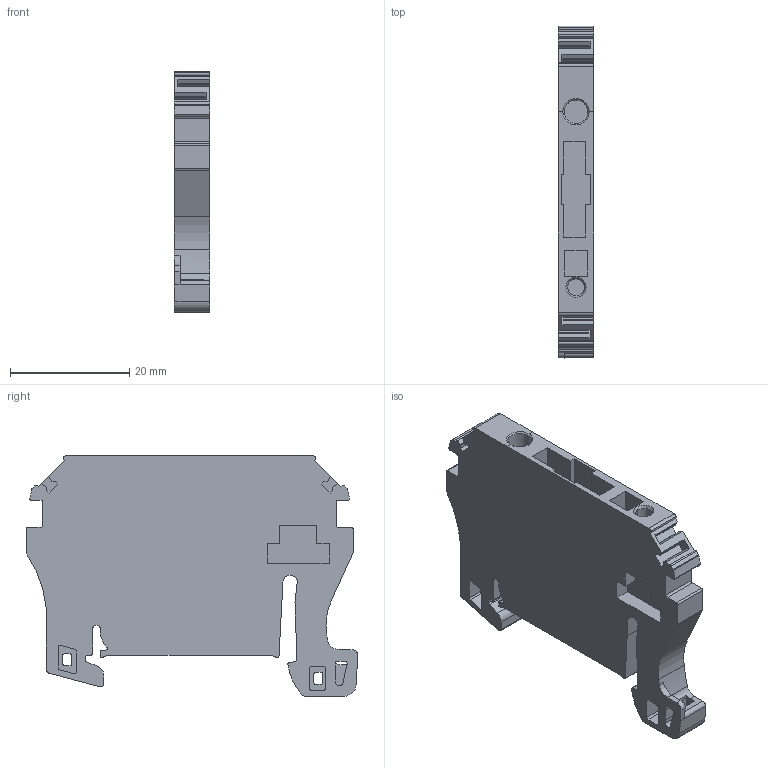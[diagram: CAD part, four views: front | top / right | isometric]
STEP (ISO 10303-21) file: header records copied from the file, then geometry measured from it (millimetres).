
FILE_DESCRIPTION(('CATIA V5 STEP Exchange','CAx-IF Rec.Pracs.--- Model Styling and Organization---1.4--- 2014-01-23'),'2;1');
FILE_NAME ('D1450117_0', '2020-02-24T10:51:21+00:00', ('none'), ('Weidmueller'), 'CATIA Version 5-6 Release 2016 SP3 HF44', 'CATIA V5 STEP AP214', 'none');
FILE_SCHEMA(('AUTOMOTIVE_DESIGN { 1 0 10303 214 1 1 1 1 }'));
Length unit declared in the file: millimetre
Products named in the file (1): 1238040000_ZEW_35_GR
Bounding box: 6 x 55.61 x 40.35 mm (x, y, z)
Volume: 8809.4 mm3; surface area: 6199.2 mm2
Topology: 1 solids, 2 shells, 247 faces, 717 edges, 482 vertices
Faces by surface type: plane 160, cylinder 83, cone 4
Entity records: 7763 total; most frequent: ORIENTED_EDGE 1434, CARTESIAN_POINT 1415, DIRECTION 1099, EDGE_CURVE 717, VECTOR 525, LINE 525, VERTEX_POINT 482, AXIS2_PLACEMENT_3D 376
